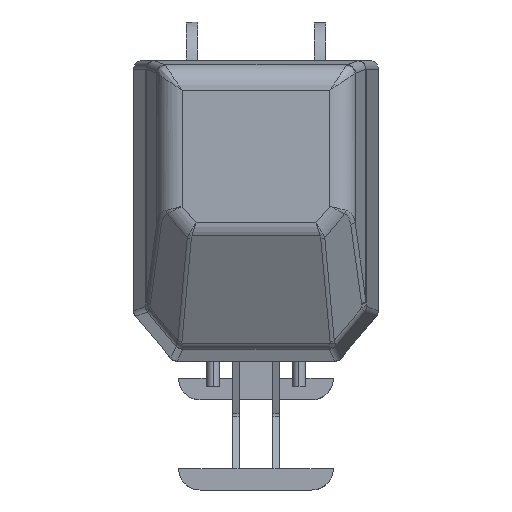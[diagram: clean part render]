
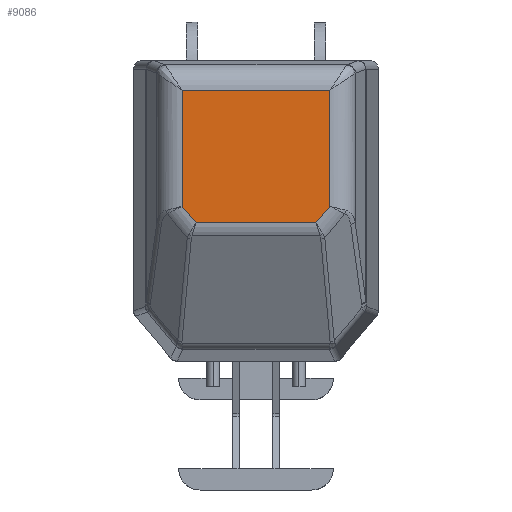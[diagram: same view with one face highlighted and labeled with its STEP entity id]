
A CAD part, left-side view. The second image highlights one B-rep face of the part: STEP entity #9086.
In plain terms, the highlighted planar face has unit normal (-1, 0, 0).
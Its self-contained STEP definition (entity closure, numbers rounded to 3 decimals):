
#46 = CARTESIAN_POINT ( 'NONE',  ( -17550., -860.349, -795.26 ) ) ;
#55 = EDGE_LOOP ( 'NONE', ( #14981, #13210, #6516, #4238, #11587, #9949 ) ) ;
#260 = CARTESIAN_POINT ( 'NONE',  ( -17550., 0., 0. ) ) ;
#541 = B_SPLINE_CURVE_WITH_KNOTS ( 'NONE', 3,
 ( #14146, #14582, #14471, #11182 ),
 .UNSPECIFIED., .F., .F.,
 ( 4, 4 ),
 ( 0., 1. ),
 .UNSPECIFIED. ) ;
#896 = CARTESIAN_POINT ( 'NONE',  ( -17550., 860.349, -1245.9 ) ) ;
#1194 = CARTESIAN_POINT ( 'NONE',  ( -17550., 860.349, -795.26 ) ) ;
#1214 = CARTESIAN_POINT ( 'NONE',  ( -17550., 860.349, -2147.182 ) ) ;
#1301 = CARTESIAN_POINT ( 'NONE',  ( -17550., -860.349, -795.26 ) ) ;
#2415 = CARTESIAN_POINT ( 'NONE',  ( -17550., 860.349, -2147.182 ) ) ;
#2459 = VERTEX_POINT ( 'NONE', #4296 ) ;
#2669 = CARTESIAN_POINT ( 'NONE',  ( -17550., 860.349, -1696.541 ) ) ;
#2685 = AXIS2_PLACEMENT_3D ( 'NONE', #260, #7483, #5366 ) ;
#2738 = CARTESIAN_POINT ( 'NONE',  ( -17550., 752.393, -2275.839 ) ) ;
#4238 = ORIENTED_EDGE ( 'NONE', *, *, #11833, .F. ) ;
#4296 = CARTESIAN_POINT ( 'NONE',  ( -17550., 860.349, -795.26 ) ) ;
#4469 = VERTEX_POINT ( 'NONE', #6266 ) ;
#5257 = FACE_OUTER_BOUND ( 'NONE', #55, .T. ) ;
#5366 = DIRECTION ( 'NONE',  ( 0., 0., -1. ) ) ;
#6266 = CARTESIAN_POINT ( 'NONE',  ( -17550., 860.349, -2147.182 ) ) ;
#6486 = EDGE_CURVE ( 'NONE', #18331, #10438, #11518, .T. ) ;
#6516 = ORIENTED_EDGE ( 'NONE', *, *, #16931, .F. ) ;
#6724 = EDGE_CURVE ( 'NONE', #2459, #18331, #12322, .T. ) ;
#6740 = CARTESIAN_POINT ( 'NONE',  ( -17550., -232.805, -2340.168 ) ) ;
#6827 = CARTESIAN_POINT ( 'NONE',  ( -17550., -860.349, -795.26 ) ) ;
#7425 = B_SPLINE_CURVE_WITH_KNOTS ( 'NONE', 3,
 ( #1214, #2669, #896, #14433 ),
 .UNSPECIFIED., .F., .F.,
 ( 4, 4 ),
 ( 0., 1. ),
 .UNSPECIFIED. ) ;
#7483 = DIRECTION ( 'NONE',  ( 1., 0., 0. ) ) ;
#7884 = B_SPLINE_CURVE_WITH_KNOTS ( 'NONE', 3,
 ( #13806, #6740, #22075, #17067 ),
 .UNSPECIFIED., .F., .F.,
 ( 4, 4 ),
 ( 0., 1. ),
 .UNSPECIFIED. ) ;
#9086 = ADVANCED_FACE ( 'NONE', ( #5257 ), #17058, .F. ) ;
#9768 = VERTEX_POINT ( 'NONE', #17544 ) ;
#9949 = ORIENTED_EDGE ( 'NONE', *, *, #14665, .F. ) ;
#10438 = VERTEX_POINT ( 'NONE', #11546 ) ;
#11182 = CARTESIAN_POINT ( 'NONE',  ( -17550., -698.414, -2340.168 ) ) ;
#11518 = B_SPLINE_CURVE_WITH_KNOTS ( 'NONE', 3,
 ( #6827, #13204, #13559, #18706 ),
 .UNSPECIFIED., .F., .F.,
 ( 4, 4 ),
 ( 0., 1. ),
 .UNSPECIFIED. ) ;
#11546 = CARTESIAN_POINT ( 'NONE',  ( -17550., -860.349, -2147.182 ) ) ;
#11587 = ORIENTED_EDGE ( 'NONE', *, *, #20606, .F. ) ;
#11833 = EDGE_CURVE ( 'NONE', #19783, #4469, #19040, .T. ) ;
#12322 = B_SPLINE_CURVE_WITH_KNOTS ( 'NONE', 3,
 ( #1194, #14850, #19983, #1301 ),
 .UNSPECIFIED., .F., .F.,
 ( 4, 4 ),
 ( 0., 1. ),
 .UNSPECIFIED. ) ;
#13204 = CARTESIAN_POINT ( 'NONE',  ( -17550., -860.349, -1245.9 ) ) ;
#13210 = ORIENTED_EDGE ( 'NONE', *, *, #6724, .F. ) ;
#13559 = CARTESIAN_POINT ( 'NONE',  ( -17550., -860.349, -1696.541 ) ) ;
#13806 = CARTESIAN_POINT ( 'NONE',  ( -17550., -698.414, -2340.168 ) ) ;
#14146 = CARTESIAN_POINT ( 'NONE',  ( -17550., -860.349, -2147.182 ) ) ;
#14433 = CARTESIAN_POINT ( 'NONE',  ( -17550., 860.349, -795.26 ) ) ;
#14471 = CARTESIAN_POINT ( 'NONE',  ( -17550., -752.393, -2275.839 ) ) ;
#14582 = CARTESIAN_POINT ( 'NONE',  ( -17550., -806.371, -2211.51 ) ) ;
#14665 = EDGE_CURVE ( 'NONE', #10438, #9768, #541, .T. ) ;
#14850 = CARTESIAN_POINT ( 'NONE',  ( -17550., 286.783, -795.26 ) ) ;
#14981 = ORIENTED_EDGE ( 'NONE', *, *, #6486, .F. ) ;
#16931 = EDGE_CURVE ( 'NONE', #4469, #2459, #7425, .T. ) ;
#17058 = PLANE ( 'NONE',  #2685 ) ;
#17067 = CARTESIAN_POINT ( 'NONE',  ( -17550., 698.414, -2340.168 ) ) ;
#17141 = CARTESIAN_POINT ( 'NONE',  ( -17550., 698.414, -2340.168 ) ) ;
#17544 = CARTESIAN_POINT ( 'NONE',  ( -17550., -698.414, -2340.168 ) ) ;
#18093 = CARTESIAN_POINT ( 'NONE',  ( -17550., 698.414, -2340.168 ) ) ;
#18331 = VERTEX_POINT ( 'NONE', #46 ) ;
#18706 = CARTESIAN_POINT ( 'NONE',  ( -17550., -860.349, -2147.182 ) ) ;
#19040 = B_SPLINE_CURVE_WITH_KNOTS ( 'NONE', 3,
 ( #18093, #2738, #19415, #2415 ),
 .UNSPECIFIED., .F., .F.,
 ( 4, 4 ),
 ( 0., 1. ),
 .UNSPECIFIED. ) ;
#19415 = CARTESIAN_POINT ( 'NONE',  ( -17550., 806.371, -2211.51 ) ) ;
#19783 = VERTEX_POINT ( 'NONE', #17141 ) ;
#19983 = CARTESIAN_POINT ( 'NONE',  ( -17550., -286.783, -795.26 ) ) ;
#20606 = EDGE_CURVE ( 'NONE', #9768, #19783, #7884, .T. ) ;
#22075 = CARTESIAN_POINT ( 'NONE',  ( -17550., 232.805, -2340.168 ) ) ;
